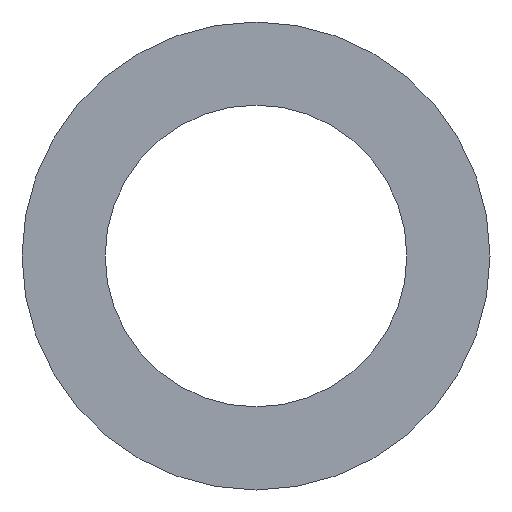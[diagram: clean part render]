
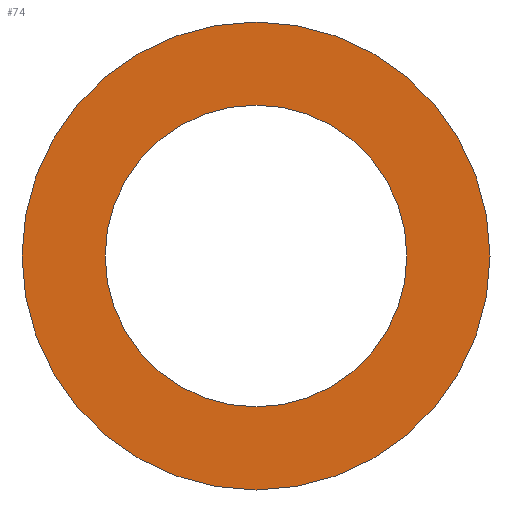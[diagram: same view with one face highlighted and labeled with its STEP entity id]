
A CAD part, front view. The second image highlights one B-rep face of the part: STEP entity #74.
In plain terms, the highlighted planar face has unit normal (0, -1, 0).
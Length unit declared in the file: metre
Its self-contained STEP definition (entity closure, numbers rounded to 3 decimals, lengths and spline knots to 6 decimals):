
#12=PLANE('',#97);
#19=ORIENTED_EDGE('',*,*,#27,.F.);
#20=ORIENTED_EDGE('',*,*,#31,.T.);
#27=EDGE_CURVE('',#33,#33,#39,.T.);
#31=EDGE_CURVE('',#37,#37,#43,.T.);
#33=VERTEX_POINT('',#132);
#37=VERTEX_POINT('',#142);
#39=CIRCLE('',#92,0.07585);
#43=CIRCLE('',#98,0.0489);
#49=EDGE_LOOP('',(#19));
#50=EDGE_LOOP('',(#20));
#61=FACE_BOUND('',#49,.T.);
#62=FACE_BOUND('',#50,.T.);
#74=ADVANCED_FACE('',(#61,#62),#12,.F.);
#92=AXIS2_PLACEMENT_3D('',#131,#107,#108);
#97=AXIS2_PLACEMENT_3D('',#140,#117,#118);
#98=AXIS2_PLACEMENT_3D('',#141,#119,#120);
#107=DIRECTION('',(0.,1.,0.));
#108=DIRECTION('',(1.,0.,0.));
#117=DIRECTION('',(0.,1.,0.));
#118=DIRECTION('',(1.,0.,0.));
#119=DIRECTION('',(0.,1.,0.));
#120=DIRECTION('',(1.,0.,0.));
#131=CARTESIAN_POINT('',(0.,0.,0.));
#132=CARTESIAN_POINT('',(0.07585,0.,0.));
#140=CARTESIAN_POINT('',(0.,0.,0.));
#141=CARTESIAN_POINT('',(0.,0.,0.));
#142=CARTESIAN_POINT('',(0.0489,0.,0.));
